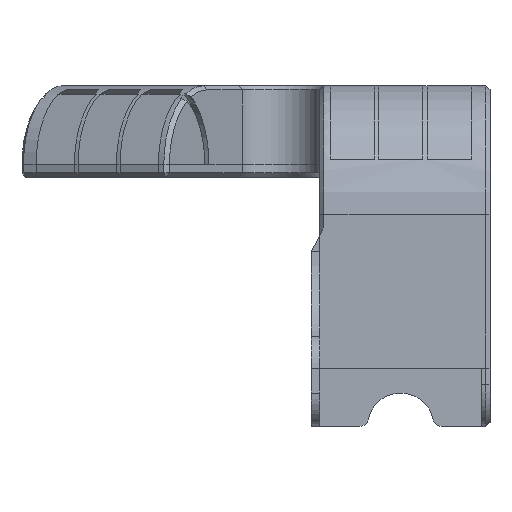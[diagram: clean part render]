
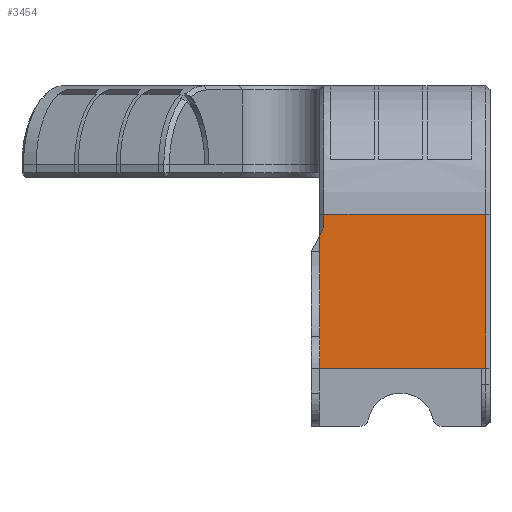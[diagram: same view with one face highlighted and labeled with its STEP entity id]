
A CAD part, front view. The second image highlights one B-rep face of the part: STEP entity #3454.
In plain terms, the highlighted planar face has unit normal (0, -1, 0).
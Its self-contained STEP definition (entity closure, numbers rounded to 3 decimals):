
#98 = PLANE('',#99);
#99 = AXIS2_PLACEMENT_3D('',#100,#101,#102);
#100 = CARTESIAN_POINT('',(0.,0.5,0.));
#101 = DIRECTION('',(-0.,-0.,-1.));
#102 = DIRECTION('',(-1.,0.,0.));
#1129 = VERTEX_POINT('',#1130);
#1130 = CARTESIAN_POINT('',(9.75,-15.5,0.));
#1151 = EDGE_CURVE('',#1129,#1152,#1154,.T.);
#1152 = VERTEX_POINT('',#1153);
#1153 = CARTESIAN_POINT('',(-9.75,-15.5,0.));
#1154 = SURFACE_CURVE('',#1155,(#1159,#1166),.PCURVE_S1.);
#1155 = LINE('',#1156,#1157);
#1156 = CARTESIAN_POINT('',(10.75,-15.5,0.));
#1157 = VECTOR('',#1158,1.);
#1158 = DIRECTION('',(-1.,0.,0.));
#1159 = PCURVE('',#98,#1160);
#1160 = DEFINITIONAL_REPRESENTATION('',(#1161),#1165);
#1161 = LINE('',#1162,#1163);
#1162 = CARTESIAN_POINT('',(-10.75,-16.));
#1163 = VECTOR('',#1164,1.);
#1164 = DIRECTION('',(1.,0.));
#1165 = ( GEOMETRIC_REPRESENTATION_CONTEXT(2) 
PARAMETRIC_REPRESENTATION_CONTEXT() REPRESENTATION_CONTEXT('2D SPACE',''
  ) );
#1166 = PCURVE('',#1167,#1172);
#1167 = PLANE('',#1168);
#1168 = AXIS2_PLACEMENT_3D('',#1169,#1170,#1171);
#1169 = CARTESIAN_POINT('',(10.75,-15.5,0.));
#1170 = DIRECTION('',(0.,-1.,0.));
#1171 = DIRECTION('',(-1.,0.,0.));
#1172 = DEFINITIONAL_REPRESENTATION('',(#1173),#1177);
#1173 = LINE('',#1174,#1175);
#1174 = CARTESIAN_POINT('',(0.,-0.));
#1175 = VECTOR('',#1176,1.);
#1176 = DIRECTION('',(1.,0.));
#1177 = ( GEOMETRIC_REPRESENTATION_CONTEXT(2) 
PARAMETRIC_REPRESENTATION_CONTEXT() REPRESENTATION_CONTEXT('2D SPACE',''
  ) );
#1516 = PLANE('',#1517);
#1517 = AXIS2_PLACEMENT_3D('',#1518,#1519,#1520);
#1518 = CARTESIAN_POINT('',(-9.75,-15.5,-7.));
#1519 = DIRECTION('',(-1.,0.,0.));
#1520 = DIRECTION('',(0.,0.,1.));
#1805 = PLANE('',#1806);
#1806 = AXIS2_PLACEMENT_3D('',#1807,#1808,#1809);
#1807 = CARTESIAN_POINT('',(9.75,-15.5,0.));
#1808 = DIRECTION('',(0.,-1.,0.));
#1809 = DIRECTION('',(1.,0.,0.));
#3454 = ADVANCED_FACE('',(#3455),#1167,.T.);
#3455 = FACE_BOUND('',#3456,.T.);
#3456 = EDGE_LOOP('',(#3457,#3480,#3508,#3536,#3564,#3592,#3620,#3641));
#3457 = ORIENTED_EDGE('',*,*,#3458,.F.);
#3458 = EDGE_CURVE('',#3459,#1129,#3461,.T.);
#3459 = VERTEX_POINT('',#3460);
#3460 = CARTESIAN_POINT('',(10.25,-15.5,0.));
#3461 = SURFACE_CURVE('',#3462,(#3466,#3473),.PCURVE_S1.);
#3462 = LINE('',#3463,#3464);
#3463 = CARTESIAN_POINT('',(10.75,-15.5,0.));
#3464 = VECTOR('',#3465,1.);
#3465 = DIRECTION('',(-1.,0.,0.));
#3466 = PCURVE('',#1167,#3467);
#3467 = DEFINITIONAL_REPRESENTATION('',(#3468),#3472);
#3468 = LINE('',#3469,#3470);
#3469 = CARTESIAN_POINT('',(0.,-0.));
#3470 = VECTOR('',#3471,1.);
#3471 = DIRECTION('',(1.,0.));
#3472 = ( GEOMETRIC_REPRESENTATION_CONTEXT(2) 
PARAMETRIC_REPRESENTATION_CONTEXT() REPRESENTATION_CONTEXT('2D SPACE',''
  ) );
#3473 = PCURVE('',#1805,#3474);
#3474 = DEFINITIONAL_REPRESENTATION('',(#3475),#3479);
#3475 = LINE('',#3476,#3477);
#3476 = CARTESIAN_POINT('',(1.,0.));
#3477 = VECTOR('',#3478,1.);
#3478 = DIRECTION('',(-1.,0.));
#3479 = ( GEOMETRIC_REPRESENTATION_CONTEXT(2) 
PARAMETRIC_REPRESENTATION_CONTEXT() REPRESENTATION_CONTEXT('2D SPACE',''
  ) );
#3480 = ORIENTED_EDGE('',*,*,#3481,.F.);
#3481 = EDGE_CURVE('',#3482,#3459,#3484,.T.);
#3482 = VERTEX_POINT('',#3483);
#3483 = CARTESIAN_POINT('',(10.25,-15.5,18.5));
#3484 = SURFACE_CURVE('',#3485,(#3489,#3496),.PCURVE_S1.);
#3485 = LINE('',#3486,#3487);
#3486 = CARTESIAN_POINT('',(10.25,-15.5,18.5));
#3487 = VECTOR('',#3488,1.);
#3488 = DIRECTION('',(-0.,-0.,-1.));
#3489 = PCURVE('',#1167,#3490);
#3490 = DEFINITIONAL_REPRESENTATION('',(#3491),#3495);
#3491 = LINE('',#3492,#3493);
#3492 = CARTESIAN_POINT('',(0.5,-18.5));
#3493 = VECTOR('',#3494,1.);
#3494 = DIRECTION('',(0.,1.));
#3495 = ( GEOMETRIC_REPRESENTATION_CONTEXT(2) 
PARAMETRIC_REPRESENTATION_CONTEXT() REPRESENTATION_CONTEXT('2D SPACE',''
  ) );
#3496 = PCURVE('',#3497,#3502);
#3497 = PLANE('',#3498);
#3498 = AXIS2_PLACEMENT_3D('',#3499,#3500,#3501);
#3499 = CARTESIAN_POINT('',(10.5,-15.25,18.5));
#3500 = DIRECTION('',(0.707,-0.707,0.));
#3501 = DIRECTION('',(0.,0.,1.));
#3502 = DEFINITIONAL_REPRESENTATION('',(#3503),#3507);
#3503 = LINE('',#3504,#3505);
#3504 = CARTESIAN_POINT('',(-0.,0.354));
#3505 = VECTOR('',#3506,1.);
#3506 = DIRECTION('',(-1.,0.));
#3507 = ( GEOMETRIC_REPRESENTATION_CONTEXT(2) 
PARAMETRIC_REPRESENTATION_CONTEXT() REPRESENTATION_CONTEXT('2D SPACE',''
  ) );
#3508 = ORIENTED_EDGE('',*,*,#3509,.T.);
#3509 = EDGE_CURVE('',#3482,#3510,#3512,.T.);
#3510 = VERTEX_POINT('',#3511);
#3511 = CARTESIAN_POINT('',(-9.25,-15.5,18.5));
#3512 = SURFACE_CURVE('',#3513,(#3517,#3524),.PCURVE_S1.);
#3513 = LINE('',#3514,#3515);
#3514 = CARTESIAN_POINT('',(10.75,-15.5,18.5));
#3515 = VECTOR('',#3516,1.);
#3516 = DIRECTION('',(-1.,-0.,-0.));
#3517 = PCURVE('',#1167,#3518);
#3518 = DEFINITIONAL_REPRESENTATION('',(#3519),#3523);
#3519 = LINE('',#3520,#3521);
#3520 = CARTESIAN_POINT('',(0.,-18.5));
#3521 = VECTOR('',#3522,1.);
#3522 = DIRECTION('',(1.,0.));
#3523 = ( GEOMETRIC_REPRESENTATION_CONTEXT(2) 
PARAMETRIC_REPRESENTATION_CONTEXT() REPRESENTATION_CONTEXT('2D SPACE',''
  ) );
#3524 = PCURVE('',#3525,#3530);
#3525 = CYLINDRICAL_SURFACE('',#3526,15.5);
#3526 = AXIS2_PLACEMENT_3D('',#3527,#3528,#3529);
#3527 = CARTESIAN_POINT('',(10.75,0.,18.5));
#3528 = DIRECTION('',(1.,0.,0.));
#3529 = DIRECTION('',(0.,1.,0.));
#3530 = DEFINITIONAL_REPRESENTATION('',(#3531),#3535);
#3531 = LINE('',#3532,#3533);
#3532 = CARTESIAN_POINT('',(3.142,0.));
#3533 = VECTOR('',#3534,1.);
#3534 = DIRECTION('',(0.,-1.));
#3535 = ( GEOMETRIC_REPRESENTATION_CONTEXT(2) 
PARAMETRIC_REPRESENTATION_CONTEXT() REPRESENTATION_CONTEXT('2D SPACE',''
  ) );
#3536 = ORIENTED_EDGE('',*,*,#3537,.F.);
#3537 = EDGE_CURVE('',#3538,#3510,#3540,.T.);
#3538 = VERTEX_POINT('',#3539);
#3539 = CARTESIAN_POINT('',(-9.25,-15.5,17.));
#3540 = SURFACE_CURVE('',#3541,(#3545,#3552),.PCURVE_S1.);
#3541 = LINE('',#3542,#3543);
#3542 = CARTESIAN_POINT('',(-9.25,-15.5,16.));
#3543 = VECTOR('',#3544,1.);
#3544 = DIRECTION('',(0.,0.,1.));
#3545 = PCURVE('',#1167,#3546);
#3546 = DEFINITIONAL_REPRESENTATION('',(#3547),#3551);
#3547 = LINE('',#3548,#3549);
#3548 = CARTESIAN_POINT('',(20.,-16.));
#3549 = VECTOR('',#3550,1.);
#3550 = DIRECTION('',(0.,-1.));
#3551 = ( GEOMETRIC_REPRESENTATION_CONTEXT(2) 
PARAMETRIC_REPRESENTATION_CONTEXT() REPRESENTATION_CONTEXT('2D SPACE',''
  ) );
#3552 = PCURVE('',#3553,#3558);
#3553 = PLANE('',#3554);
#3554 = AXIS2_PLACEMENT_3D('',#3555,#3556,#3557);
#3555 = CARTESIAN_POINT('',(-9.5,-15.25,16.));
#3556 = DIRECTION('',(-0.707,-0.707,0.));
#3557 = DIRECTION('',(0.,0.,1.));
#3558 = DEFINITIONAL_REPRESENTATION('',(#3559),#3563);
#3559 = LINE('',#3560,#3561);
#3560 = CARTESIAN_POINT('',(0.,-0.354));
#3561 = VECTOR('',#3562,1.);
#3562 = DIRECTION('',(1.,0.));
#3563 = ( GEOMETRIC_REPRESENTATION_CONTEXT(2) 
PARAMETRIC_REPRESENTATION_CONTEXT() REPRESENTATION_CONTEXT('2D SPACE',''
  ) );
#3564 = ORIENTED_EDGE('',*,*,#3565,.F.);
#3565 = EDGE_CURVE('',#3566,#3538,#3568,.T.);
#3566 = VERTEX_POINT('',#3567);
#3567 = CARTESIAN_POINT('',(-9.75,-15.5,16.));
#3568 = SURFACE_CURVE('',#3569,(#3573,#3580),.PCURVE_S1.);
#3569 = LINE('',#3570,#3571);
#3570 = CARTESIAN_POINT('',(-10.9,-15.5,13.7));
#3571 = VECTOR('',#3572,1.);
#3572 = DIRECTION('',(0.447,0.,0.894));
#3573 = PCURVE('',#1167,#3574);
#3574 = DEFINITIONAL_REPRESENTATION('',(#3575),#3579);
#3575 = LINE('',#3576,#3577);
#3576 = CARTESIAN_POINT('',(21.65,-13.7));
#3577 = VECTOR('',#3578,1.);
#3578 = DIRECTION('',(-0.447,-0.894));
#3579 = ( GEOMETRIC_REPRESENTATION_CONTEXT(2) 
PARAMETRIC_REPRESENTATION_CONTEXT() REPRESENTATION_CONTEXT('2D SPACE',''
  ) );
#3580 = PCURVE('',#3581,#3586);
#3581 = PLANE('',#3582);
#3582 = AXIS2_PLACEMENT_3D('',#3583,#3584,#3585);
#3583 = CARTESIAN_POINT('',(-9.75,-15.5,16.));
#3584 = DIRECTION('',(-0.894,0.,0.447));
#3585 = DIRECTION('',(-0.447,0.,-0.894));
#3586 = DEFINITIONAL_REPRESENTATION('',(#3587),#3591);
#3587 = LINE('',#3588,#3589);
#3588 = CARTESIAN_POINT('',(2.571,0.));
#3589 = VECTOR('',#3590,1.);
#3590 = DIRECTION('',(-1.,0.));
#3591 = ( GEOMETRIC_REPRESENTATION_CONTEXT(2) 
PARAMETRIC_REPRESENTATION_CONTEXT() REPRESENTATION_CONTEXT('2D SPACE',''
  ) );
#3592 = ORIENTED_EDGE('',*,*,#3593,.T.);
#3593 = EDGE_CURVE('',#3566,#3594,#3596,.T.);
#3594 = VERTEX_POINT('',#3595);
#3595 = CARTESIAN_POINT('',(-9.75,-15.5,14.));
#3596 = SURFACE_CURVE('',#3597,(#3601,#3608),.PCURVE_S1.);
#3597 = LINE('',#3598,#3599);
#3598 = CARTESIAN_POINT('',(-9.75,-15.5,18.5));
#3599 = VECTOR('',#3600,1.);
#3600 = DIRECTION('',(0.,0.,-1.));
#3601 = PCURVE('',#1167,#3602);
#3602 = DEFINITIONAL_REPRESENTATION('',(#3603),#3607);
#3603 = LINE('',#3604,#3605);
#3604 = CARTESIAN_POINT('',(20.5,-18.5));
#3605 = VECTOR('',#3606,1.);
#3606 = DIRECTION('',(0.,1.));
#3607 = ( GEOMETRIC_REPRESENTATION_CONTEXT(2) 
PARAMETRIC_REPRESENTATION_CONTEXT() REPRESENTATION_CONTEXT('2D SPACE',''
  ) );
#3608 = PCURVE('',#3609,#3614);
#3609 = PLANE('',#3610);
#3610 = AXIS2_PLACEMENT_3D('',#3611,#3612,#3613);
#3611 = CARTESIAN_POINT('',(10.75,-15.5,0.));
#3612 = DIRECTION('',(0.,-1.,0.));
#3613 = DIRECTION('',(-1.,0.,0.));
#3614 = DEFINITIONAL_REPRESENTATION('',(#3615),#3619);
#3615 = LINE('',#3616,#3617);
#3616 = CARTESIAN_POINT('',(20.5,-18.5));
#3617 = VECTOR('',#3618,1.);
#3618 = DIRECTION('',(0.,1.));
#3619 = ( GEOMETRIC_REPRESENTATION_CONTEXT(2) 
PARAMETRIC_REPRESENTATION_CONTEXT() REPRESENTATION_CONTEXT('2D SPACE',''
  ) );
#3620 = ORIENTED_EDGE('',*,*,#3621,.F.);
#3621 = EDGE_CURVE('',#1152,#3594,#3622,.T.);
#3622 = SURFACE_CURVE('',#3623,(#3627,#3634),.PCURVE_S1.);
#3623 = LINE('',#3624,#3625);
#3624 = CARTESIAN_POINT('',(-9.75,-15.5,-7.));
#3625 = VECTOR('',#3626,1.);
#3626 = DIRECTION('',(0.,0.,1.));
#3627 = PCURVE('',#1167,#3628);
#3628 = DEFINITIONAL_REPRESENTATION('',(#3629),#3633);
#3629 = LINE('',#3630,#3631);
#3630 = CARTESIAN_POINT('',(20.5,7.));
#3631 = VECTOR('',#3632,1.);
#3632 = DIRECTION('',(0.,-1.));
#3633 = ( GEOMETRIC_REPRESENTATION_CONTEXT(2) 
PARAMETRIC_REPRESENTATION_CONTEXT() REPRESENTATION_CONTEXT('2D SPACE',''
  ) );
#3634 = PCURVE('',#1516,#3635);
#3635 = DEFINITIONAL_REPRESENTATION('',(#3636),#3640);
#3636 = LINE('',#3637,#3638);
#3637 = CARTESIAN_POINT('',(0.,0.));
#3638 = VECTOR('',#3639,1.);
#3639 = DIRECTION('',(1.,0.));
#3640 = ( GEOMETRIC_REPRESENTATION_CONTEXT(2) 
PARAMETRIC_REPRESENTATION_CONTEXT() REPRESENTATION_CONTEXT('2D SPACE',''
  ) );
#3641 = ORIENTED_EDGE('',*,*,#1151,.F.);
